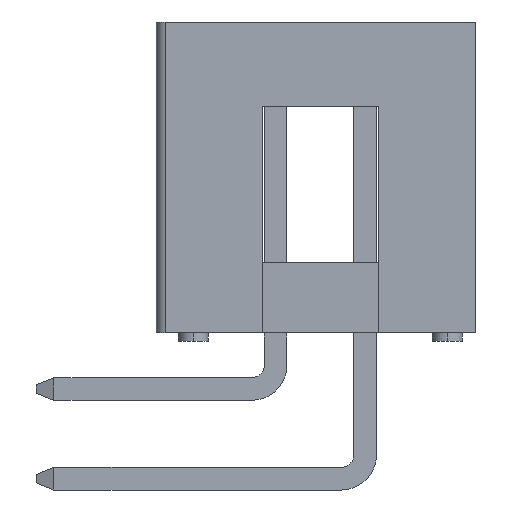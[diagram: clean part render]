
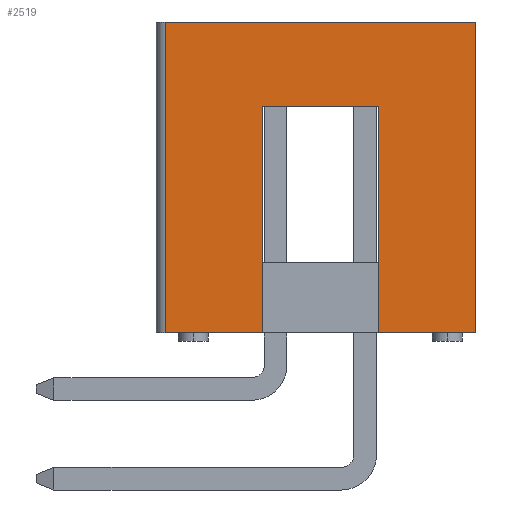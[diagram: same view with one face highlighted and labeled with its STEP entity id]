
A CAD part, left-side view. The second image highlights one B-rep face of the part: STEP entity #2519.
In plain terms, the highlighted planar face has unit normal (-1, 0, 0).
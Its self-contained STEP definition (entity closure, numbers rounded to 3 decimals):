
#2519=ADVANCED_FACE('',(#5169),#5170,.T.);
#5169=FACE_OUTER_BOUND('',#8259,.T.);
#5170=PLANE('',#8260);
#8259=EDGE_LOOP('',(#14550,#14551,#14552,#14553,#14554,#14555,#14556,#14557));
#8260=AXIS2_PLACEMENT_3D('',#14558,#14559,#14560);
#14550=ORIENTED_EDGE('',*,*,#19393,.T.);
#14551=ORIENTED_EDGE('',*,*,#19394,.T.);
#14552=ORIENTED_EDGE('',*,*,#19395,.F.);
#14553=ORIENTED_EDGE('',*,*,#19383,.T.);
#14554=ORIENTED_EDGE('',*,*,#19396,.T.);
#14555=ORIENTED_EDGE('',*,*,#19390,.F.);
#14556=ORIENTED_EDGE('',*,*,#19397,.F.);
#14557=ORIENTED_EDGE('',*,*,#19398,.F.);
#14558=CARTESIAN_POINT('',(-25.49,-4.4,-4.4));
#14559=DIRECTION('',(-1.0,0.0,0.0));
#14560=DIRECTION('',(0.0,0.0,1.0));
#19383=EDGE_CURVE('',#23360,#23358,#23361,.T.);
#19390=EDGE_CURVE('',#23371,#23373,#23374,.T.);
#19393=EDGE_CURVE('',#23377,#23378,#23379,.T.);
#19394=EDGE_CURVE('',#23378,#23380,#23381,.T.);
#19395=EDGE_CURVE('',#23360,#23380,#23382,.T.);
#19396=EDGE_CURVE('',#23358,#23373,#23383,.T.);
#19397=EDGE_CURVE('',#23384,#23371,#23385,.T.);
#19398=EDGE_CURVE('',#23377,#23384,#23386,.T.);
#23358=VERTEX_POINT('',#29039);
#23360=VERTEX_POINT('',#29042);
#23361=LINE('',#29043,#29044);
#23371=VERTEX_POINT('',#29058);
#23373=VERTEX_POINT('',#29061);
#23374=LINE('',#29062,#29063);
#23377=VERTEX_POINT('',#29067);
#23378=VERTEX_POINT('',#29068);
#23379=LINE('',#29069,#29070);
#23380=VERTEX_POINT('',#29071);
#23381=LINE('',#29072,#29073);
#23382=LINE('',#29074,#29075);
#23383=LINE('',#29076,#29077);
#23384=VERTEX_POINT('',#29078);
#23385=LINE('',#29079,#29080);
#23386=LINE('',#29081,#29082);
#29039=CARTESIAN_POINT('',(-25.49,-4.4,4.4));
#29042=CARTESIAN_POINT('',(-25.49,-4.4,-4.4));
#29043=CARTESIAN_POINT('',(-25.49,-4.4,-4.4));
#29044=VECTOR('',#33008,1000.0);
#29058=CARTESIAN_POINT('',(-25.49,4.4,-4.4));
#29061=CARTESIAN_POINT('',(-25.49,4.4,4.4));
#29062=CARTESIAN_POINT('',(-25.49,4.4,-4.4));
#29063=VECTOR('',#33014,1000.0);
#29067=CARTESIAN_POINT('',(-25.49,1.65,2.0));
#29068=CARTESIAN_POINT('',(-25.49,-1.65,2.0));
#29069=CARTESIAN_POINT('',(-25.49,1.65,2.0));
#29070=VECTOR('',#33016,1000.0);
#29071=CARTESIAN_POINT('',(-25.49,-1.65,-4.4));
#29072=CARTESIAN_POINT('',(-25.49,-1.65,2.0));
#29073=VECTOR('',#33017,1000.0);
#29074=CARTESIAN_POINT('',(-25.49,-4.4,-4.4));
#29075=VECTOR('',#33018,1000.0);
#29076=CARTESIAN_POINT('',(-25.49,-4.4,4.4));
#29077=VECTOR('',#33019,1000.0);
#29078=CARTESIAN_POINT('',(-25.49,1.65,-4.4));
#29079=CARTESIAN_POINT('',(-25.49,-4.4,-4.4));
#29080=VECTOR('',#33020,1000.0);
#29081=CARTESIAN_POINT('',(-25.49,1.65,2.0));
#29082=VECTOR('',#33021,1000.0);
#33008=DIRECTION('',(0.0,0.0,1.0));
#33014=DIRECTION('',(0.0,0.0,1.0));
#33016=DIRECTION('',(0.0,-1.0,0.0));
#33017=DIRECTION('',(0.0,0.0,-1.0));
#33018=DIRECTION('',(0.0,1.0,0.0));
#33019=DIRECTION('',(0.0,1.0,0.0));
#33020=DIRECTION('',(0.0,1.0,0.0));
#33021=DIRECTION('',(0.0,0.0,-1.0));
